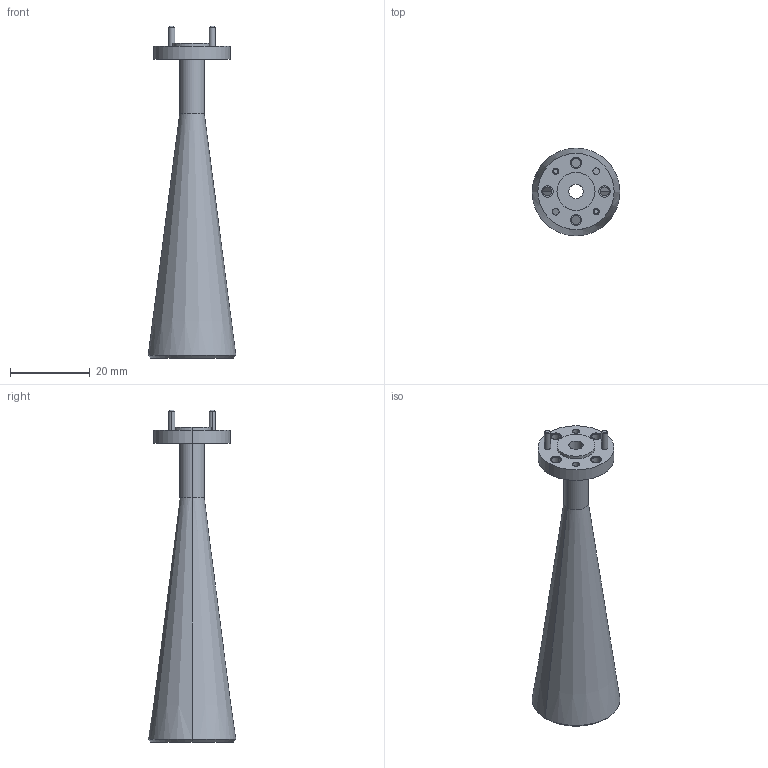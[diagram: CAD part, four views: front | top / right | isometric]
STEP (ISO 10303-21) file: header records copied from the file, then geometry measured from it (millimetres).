
FILE_DESCRIPTION (( 'STEP AP214' ), '1' );
FILE_NAME ('PEWAN1039-FMWAN1039.step', '2021-05-25T15:52:38', ( '' ), ( '' ), 'SwSTEP 2.0', 'SolidWorks 2020', '' );
FILE_SCHEMA (( 'AUTOMOTIVE_DESIGN' ));
Length unit declared in the file: inch
Products named in the file (1): PEWAN1039-FMWAN1039
Bounding box: 21.93 x 21.93 x 83.01 mm (x, y, z)
Volume: 4270 mm3; surface area: 6366.7 mm2
Topology: 1 solids, 1 shells, 64 faces, 140 edges, 90 vertices
Faces by surface type: cylinder 40, plane 14, cone 10
Entity records: 1914 total; most frequent: DIRECTION 360, CARTESIAN_POINT 295, ORIENTED_EDGE 280, AXIS2_PLACEMENT_3D 155, EDGE_CURVE 140, CIRCLE 90, VERTEX_POINT 90, EDGE_LOOP 90
